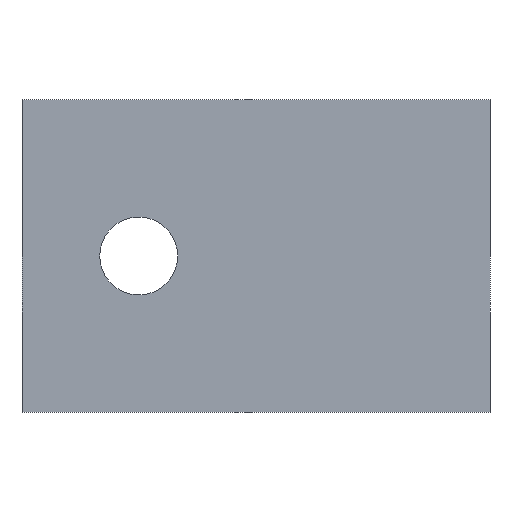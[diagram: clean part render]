
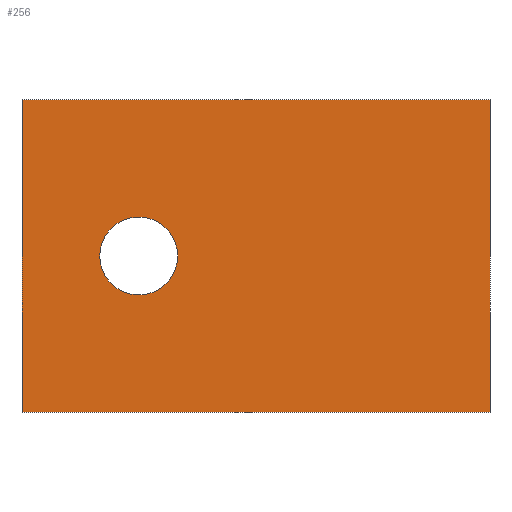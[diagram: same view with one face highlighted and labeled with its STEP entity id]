
A CAD part, front view. The second image highlights one B-rep face of the part: STEP entity #256.
In plain terms, the highlighted planar face has unit normal (0, -1, 0).
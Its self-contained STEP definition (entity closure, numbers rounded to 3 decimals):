
#39=CIRCLE('',#302,1.585);
#89=ORIENTED_EDGE('',*,*,#123,.T.);
#90=ORIENTED_EDGE('',*,*,#110,.T.);
#91=ORIENTED_EDGE('',*,*,#114,.T.);
#92=ORIENTED_EDGE('',*,*,#117,.T.);
#93=ORIENTED_EDGE('',*,*,#120,.T.);
#110=EDGE_CURVE('',#134,#135,#156,.T.);
#114=EDGE_CURVE('',#135,#138,#160,.T.);
#117=EDGE_CURVE('',#138,#140,#163,.T.);
#120=EDGE_CURVE('',#140,#134,#166,.T.);
#123=EDGE_CURVE('',#143,#143,#39,.T.);
#134=VERTEX_POINT('',#409);
#135=VERTEX_POINT('',#410);
#138=VERTEX_POINT('',#418);
#140=VERTEX_POINT('',#424);
#143=VERTEX_POINT('',#436);
#156=LINE('',#408,#180);
#160=LINE('',#417,#184);
#163=LINE('',#423,#187);
#166=LINE('',#429,#190);
#180=VECTOR('',#342,1000.);
#184=VECTOR('',#348,1000.);
#187=VECTOR('',#353,1000.);
#190=VECTOR('',#358,1000.);
#208=EDGE_LOOP('',(#89));
#209=EDGE_LOOP('',(#90,#91,#92,#93));
#228=FACE_BOUND('',#208,.T.);
#229=FACE_BOUND('',#209,.T.);
#243=PLANE('',#301);
#256=ADVANCED_FACE('',(#228,#229),#243,.T.);
#301=AXIS2_PLACEMENT_3D('',#434,#364,#365);
#302=AXIS2_PLACEMENT_3D('',#435,#366,#367);
#342=DIRECTION('',(0.,0.,-1.));
#348=DIRECTION('',(1.,0.,0.));
#353=DIRECTION('',(0.,0.,1.));
#358=DIRECTION('',(-1.,0.,0.));
#364=DIRECTION('',(0.,-1.,0.));
#365=DIRECTION('',(0.,0.,-1.));
#366=DIRECTION('',(0.,1.,0.));
#367=DIRECTION('',(1.,0.,0.));
#408=CARTESIAN_POINT('',(-9.525,0.,6.35));
#409=CARTESIAN_POINT('',(-9.525,0.,6.35));
#410=CARTESIAN_POINT('',(-9.525,0.,-6.35));
#417=CARTESIAN_POINT('',(-9.525,0.,-6.35));
#418=CARTESIAN_POINT('',(9.525,0.,-6.35));
#423=CARTESIAN_POINT('',(9.525,0.,-6.35));
#424=CARTESIAN_POINT('',(9.525,0.,6.35));
#429=CARTESIAN_POINT('',(9.525,0.,6.35));
#434=CARTESIAN_POINT('',(0.,0.,0.));
#435=CARTESIAN_POINT('',(-4.775,0.,0.));
#436=CARTESIAN_POINT('',(-3.19,0.,0.));
